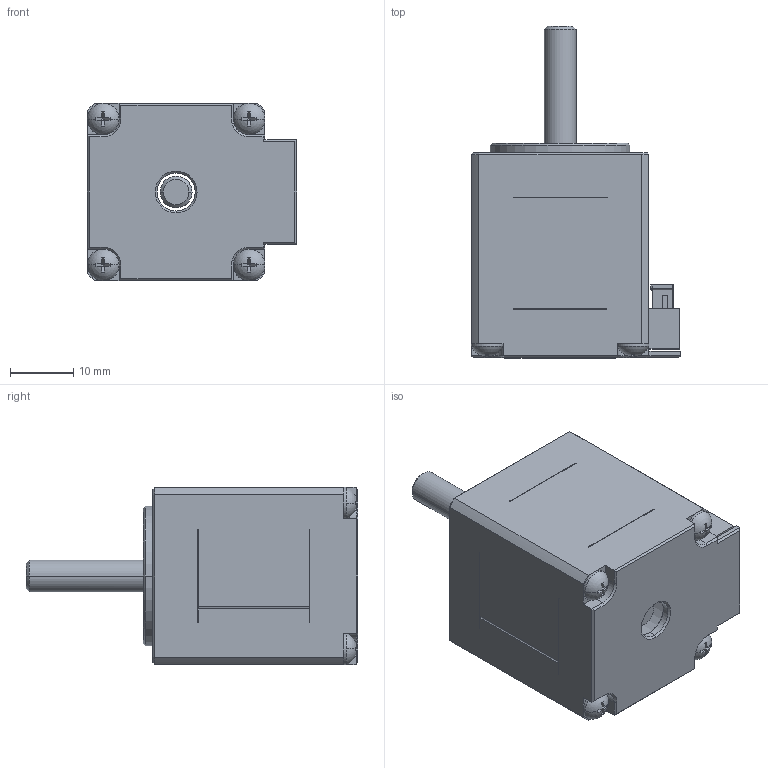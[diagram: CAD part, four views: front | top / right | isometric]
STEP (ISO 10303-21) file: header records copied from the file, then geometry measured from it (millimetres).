
FILE_DESCRIPTION((''),'2;1');
FILE_NAME('3_1_01_028_0422_SW0002','2021-03-19T16:49:31',('zhangjq'),(''),'CREO PARAMETRIC BY PTC INC, 2017110','CREO PARAMETRIC BY PTC INC, 2017110','');
FILE_SCHEMA(('CONFIG_CONTROL_DESIGN'));
Length unit declared in the file: millimetre
Products named in the file (1): 3_1_01_028_0422_SW0002
Bounding box: 33 x 52.3 x 28 mm (x, y, z)
Volume: 12447.7 mm3; surface area: 16056.3 mm2
Topology: 3 solids, 3 shells, 810 faces, 2084 edges, 1284 vertices
Faces by surface type: plane 558, cylinder 154, cone 64, bspline 14, torus 12, sphere 8
Entity records: 24910 total; most frequent: CARTESIAN_POINT 4868, ORIENTED_EDGE 4168, DIRECTION 4134, EDGE_CURVE 2084, VECTOR 1530, LINE 1530, AXIS2_PLACEMENT_3D 1302, VERTEX_POINT 1284
